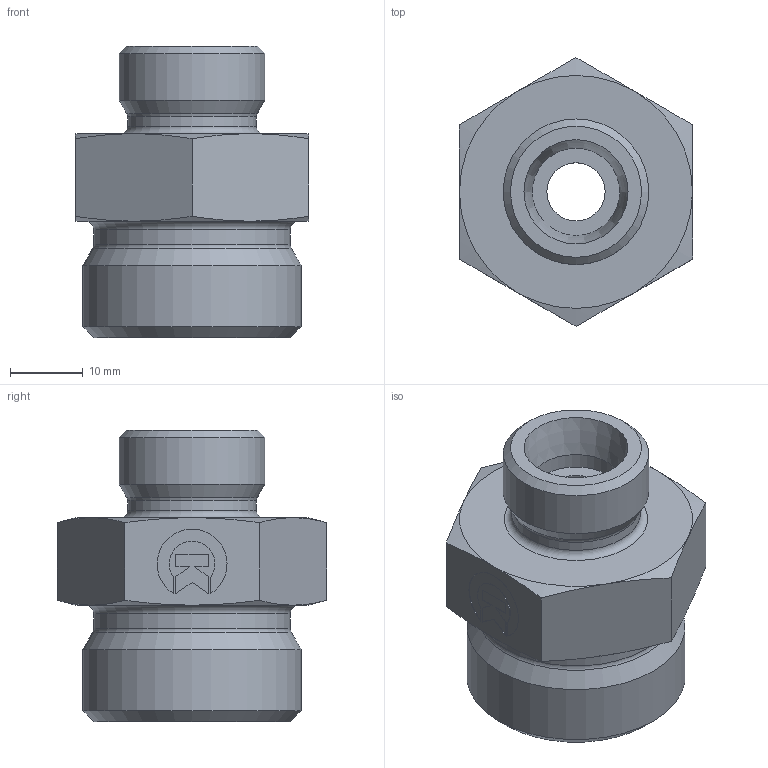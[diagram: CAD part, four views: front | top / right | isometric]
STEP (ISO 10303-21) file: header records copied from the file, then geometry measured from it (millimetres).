
FILE_DESCRIPTION((''),'2;1');
FILE_NAME('31820123020.stp','2014-08-19T11:59:47',(''),('KNOMI spol. s r. o.'),'Autodesk Inventor 2012','Autodesk Inventor 2012','');
FILE_SCHEMA(('AUTOMOTIVE_DESIGN { 1 2 10303 214 0 1 1 1 }'));
Length unit declared in the file: millimetre
Products named in the file (1): PSR3 20/12 S M30x2/ M20
Bounding box: 32.01 x 36.95 x 40 mm (x, y, z)
Volume: 17401 mm3; surface area: 6848 mm2
Topology: 1 solids, 1 shells, 77 faces, 182 edges, 115 vertices
Faces by surface type: plane 42, cone 19, cylinder 12, torus 4
Full cylindrical faces by diameter (mm): 8 x1, 12 x1, 16 x1, 17.7 x1, 20 x2, 27 x1, 30 x1
Entity records: 2054 total; most frequent: CARTESIAN_POINT 394, DIRECTION 334, ORIENTED_EDGE 316, EDGE_CURVE 158, AXIS2_PLACEMENT_3D 122, VERTEX_POINT 110, EDGE_LOOP 106, VECTOR 90
